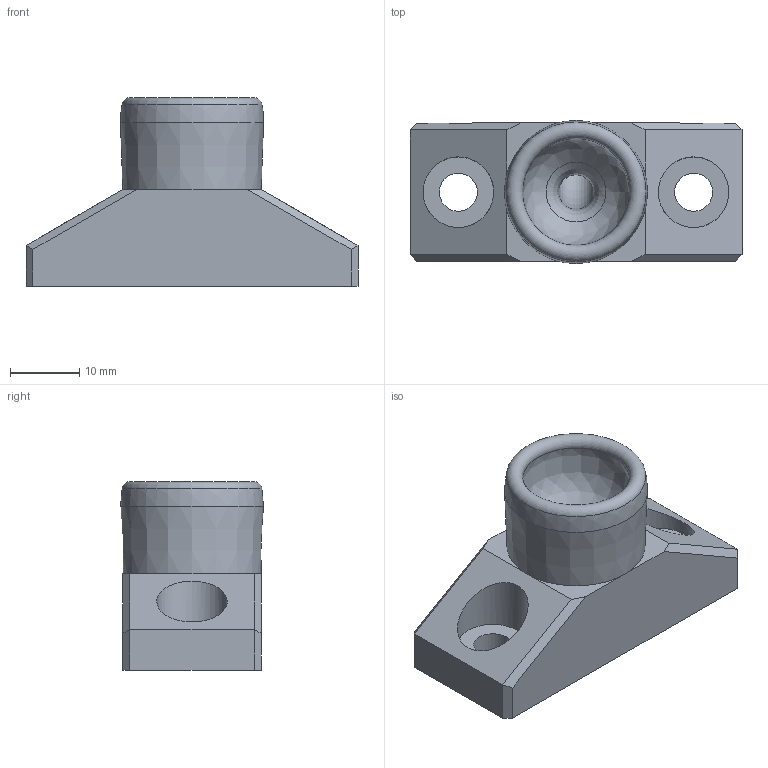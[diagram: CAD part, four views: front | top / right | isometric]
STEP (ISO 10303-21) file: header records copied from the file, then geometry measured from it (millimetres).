
FILE_DESCRIPTION(('FreeCAD Model'),'2;1');
FILE_NAME('Open CASCADE Shape Model','2024-07-29T07:34:23',(''),(''), 'Open CASCADE STEP processor 7.6','FreeCAD','Unknown');
FILE_SCHEMA(('AUTOMOTIVE_DESIGN { 1 0 10303 214 1 1 1 1 }'));
Length unit declared in the file: millimetre
Products named in the file (1): Foot
Bounding box: 48 x 20.69 x 27.29 mm (x, y, z)
Volume: 12323.8 mm3; surface area: 5101.4 mm2
Topology: 1 solids, 1 shells, 31 faces, 70 edges, 42 vertices
Faces by surface type: plane 21, cylinder 4, torus 3, revolution 2, cone 1
Full cylindrical faces by diameter (mm): 5.5 x2, 10.2 x2
Entity records: 1010 total; most frequent: CARTESIAN_POINT 262, DIRECTION 157, ORIENTED_EDGE 140, EDGE_CURVE 70, AXIS2_PLACEMENT_3D 54, LINE 47, VECTOR 47, VERTEX_POINT 42
